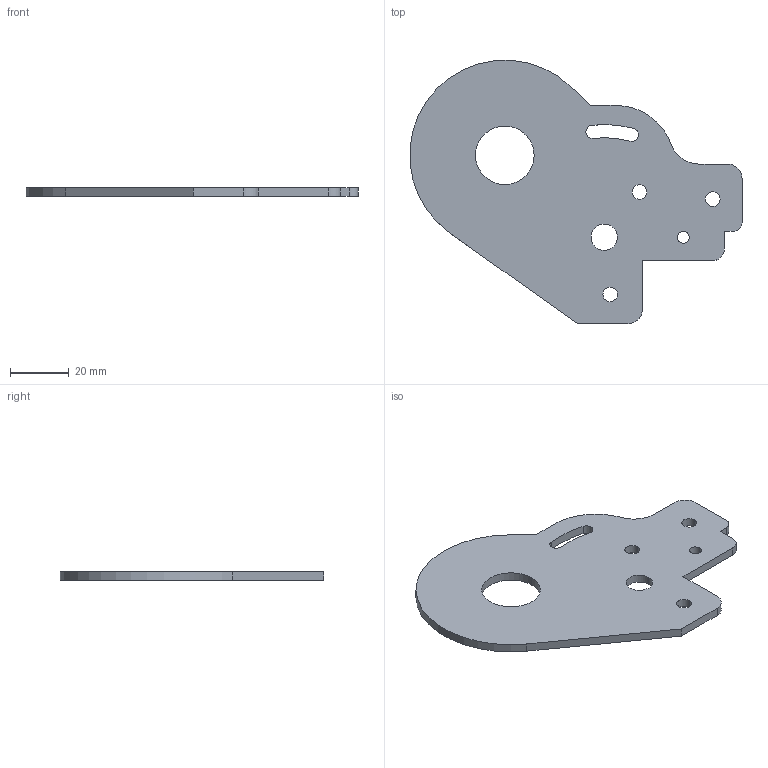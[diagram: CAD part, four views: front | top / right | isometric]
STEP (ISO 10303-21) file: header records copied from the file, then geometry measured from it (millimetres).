
FILE_DESCRIPTION((''),'2;1');
FILE_NAME('OBMP-ELB-P3-1312','2023-10-11T17:12:40',('ccha425'),('Department of Mechanical Engineering, The University of Auckland'),'CREO PARAMETRIC BY PTC INC, 2017260','CREO PARAMETRIC BY PTC INC, 2017260','');
FILE_SCHEMA(('CONFIG_CONTROL_DESIGN'));
Length unit declared in the file: millimetre
Products named in the file (1): OBMP-ELB-P3-1312
Bounding box: 113.39 x 89.93 x 3 mm (x, y, z)
Volume: 17895.3 mm3; surface area: 13506.5 mm2
Topology: 1 solids, 1 shells, 35 faces, 99 edges, 66 vertices
Faces by surface type: cylinder 23, plane 12
Entity records: 1225 total; most frequent: DIRECTION 215, CARTESIAN_POINT 200, ORIENTED_EDGE 198, EDGE_CURVE 99, AXIS2_PLACEMENT_3D 81, VERTEX_POINT 66, VECTOR 53, LINE 53
